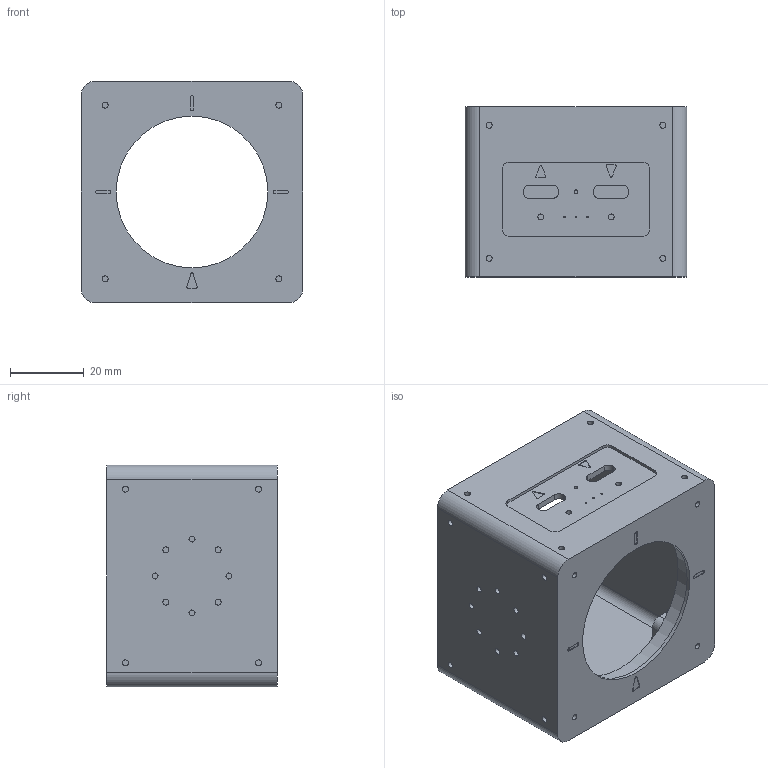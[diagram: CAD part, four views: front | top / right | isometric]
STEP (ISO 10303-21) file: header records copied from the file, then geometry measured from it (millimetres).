
FILE_DESCRIPTION(/* description */ (''),/* implementation_level */ '2;1');
FILE_NAME(/* name */ 'servo-body v65.step',/* time_stamp */ '2022-09-29T22:45:54+02:00',/* author */ (''),/* organization */ (''),/* preprocessor_version */ 'ST-DEVELOPER v19',/* originating_system */ 'Autodesk Translation Framework v11.7.0.108',/* authorisation */ '');
FILE_SCHEMA (('AUTOMOTIVE_DESIGN { 1 0 10303 214 3 1 1 }'));
Length unit declared in the file: millimetre
Products named in the file (1): servo-body
Bounding box: 60 x 46 x 60 mm (x, y, z)
Volume: 39920.4 mm3; surface area: 26985.8 mm2
Topology: 1 solids, 1 shells, 362 faces, 856 edges, 568 vertices
Faces by surface type: plane 187, cylinder 171, sphere 4
Full cylindrical faces by diameter (mm): 0.5 x3, 1 x1, 1.623 x58, 41 x1, 44.02 x1
Entity records: 10610 total; most frequent: DIRECTION 1924, CARTESIAN_POINT 1807, ORIENTED_EDGE 1712, EDGE_CURVE 856, AXIS2_PLACEMENT_3D 709, VERTEX_POINT 568, LINE 506, VECTOR 506
